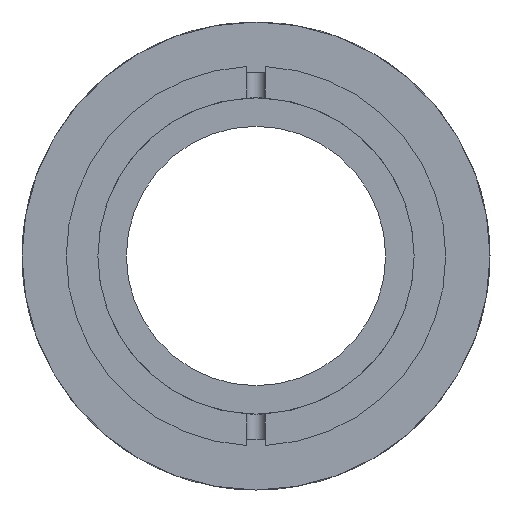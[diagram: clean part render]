
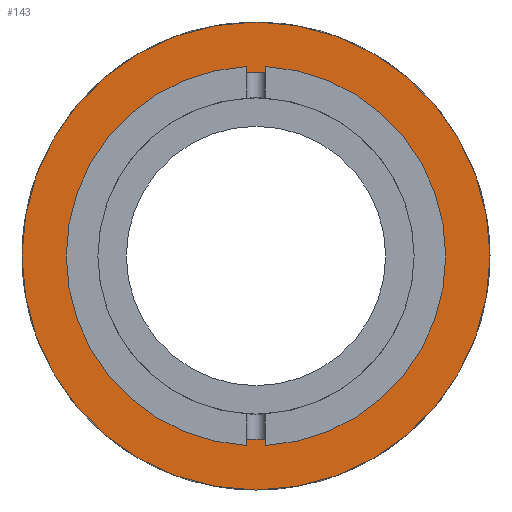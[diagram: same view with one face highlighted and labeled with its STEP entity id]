
A CAD part, left-side view. The second image highlights one B-rep face of the part: STEP entity #143.
In plain terms, the highlighted planar face has unit normal (-1, 0, 0).
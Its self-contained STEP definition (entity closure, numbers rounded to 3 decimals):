
#143 = ADVANCED_FACE( '', ( #313, #314 ), #315, .F. );
#313 = FACE_OUTER_BOUND( '', #494, .T. );
#314 = FACE_BOUND( '', #495, .T. );
#315 = PLANE( '', #496 );
#494 = EDGE_LOOP( '', ( #1041 ) );
#495 = EDGE_LOOP( '', ( #1042 ) );
#496 = AXIS2_PLACEMENT_3D( '', #1043, #1044, #1045 );
#1041 = ORIENTED_EDGE( '', *, *, #1188, .F. );
#1042 = ORIENTED_EDGE( '', *, *, #1284, .T. );
#1043 = CARTESIAN_POINT( '', ( -9.75, 14.5, 0. ) );
#1044 = DIRECTION( '', ( 1., 0., 0. ) );
#1045 = DIRECTION( '', ( 0., 0., -1. ) );
#1188 = EDGE_CURVE( '', #1441, #1441, #1442, .T. );
#1284 = EDGE_CURVE( '', #1583, #1583, #1584, .T. );
#1441 = VERTEX_POINT( '', #1890 );
#1442 = CIRCLE( '', #1891, 18.5 );
#1583 = VERTEX_POINT( '', #2116 );
#1584 = CIRCLE( '', #2117, 14.5 );
#1890 = CARTESIAN_POINT( '', ( -9.75, 0., -18.5 ) );
#1891 = AXIS2_PLACEMENT_3D( '', #2251, #2252, #2253 );
#2116 = CARTESIAN_POINT( '', ( -9.75, 0., -14.5 ) );
#2117 = AXIS2_PLACEMENT_3D( '', #2394, #2395, #2396 );
#2251 = CARTESIAN_POINT( '', ( -9.75, 0., 0. ) );
#2252 = DIRECTION( '', ( 1., 0., 0. ) );
#2253 = DIRECTION( '', ( 0., 0., -1. ) );
#2394 = CARTESIAN_POINT( '', ( -9.75, 0., 0. ) );
#2395 = DIRECTION( '', ( 1., 0., 0. ) );
#2396 = DIRECTION( '', ( 0., 0., -1. ) );
